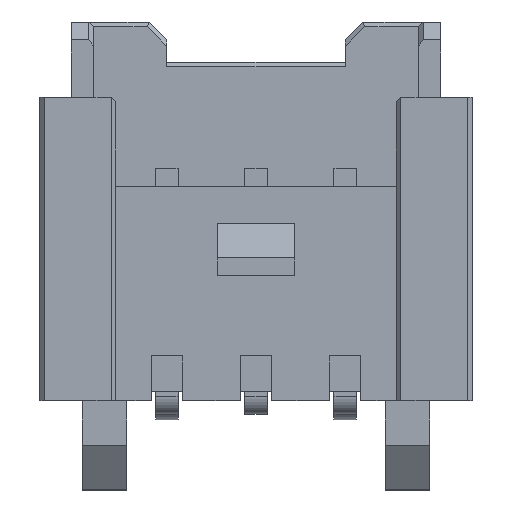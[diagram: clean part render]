
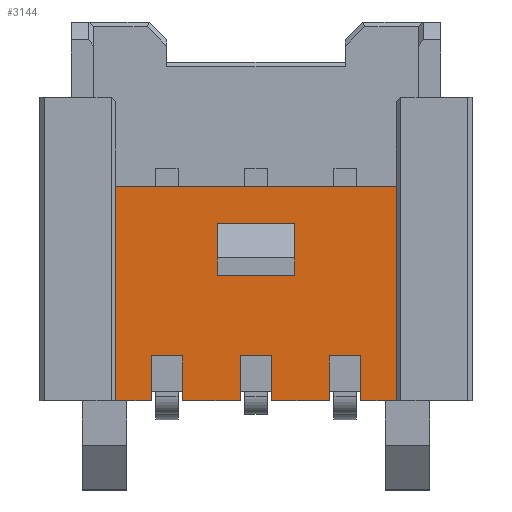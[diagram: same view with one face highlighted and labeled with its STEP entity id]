
A CAD part, top view. The second image highlights one B-rep face of the part: STEP entity #3144.
In plain terms, the highlighted planar face has unit normal (0, 0, 1).
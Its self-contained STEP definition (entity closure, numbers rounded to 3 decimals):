
#26=FACE_BOUND('',#258,.T.);
#94=FACE_OUTER_BOUND('',#257,.T.);
#257=EDGE_LOOP('',(#2278,#2279,#2280,#2281,#2282,#2283,#2284,#2285,#2286,
#2287,#2288,#2289,#2290,#2291,#2292,#2293));
#258=EDGE_LOOP('',(#2294,#2295,#2296,#2297));
#403=LINE('',#4300,#827);
#407=LINE('',#4309,#831);
#411=LINE('',#4318,#835);
#413=LINE('',#4324,#837);
#427=LINE('',#4351,#851);
#595=LINE('',#4689,#1019);
#597=LINE('',#4693,#1021);
#599=LINE('',#4697,#1023);
#600=LINE('',#4699,#1024);
#601=LINE('',#4701,#1025);
#602=LINE('',#4702,#1026);
#603=LINE('',#4704,#1027);
#604=LINE('',#4705,#1028);
#605=LINE('',#4706,#1029);
#606=LINE('',#4708,#1030);
#607=LINE('',#4709,#1031);
#608=LINE('',#4712,#1032);
#609=LINE('',#4714,#1033);
#610=LINE('',#4716,#1034);
#611=LINE('',#4717,#1035);
#827=VECTOR('',#3487,0.8);
#831=VECTOR('',#3493,1.3);
#835=VECTOR('',#3499,1.3);
#837=VECTOR('',#3503,0.8);
#851=VECTOR('',#3519,1.);
#1019=VECTOR('',#3777,4.8);
#1021=VECTOR('',#3781,6.3);
#1023=VECTOR('',#3785,1.);
#1024=VECTOR('',#3786,1.);
#1025=VECTOR('',#3787,0.7);
#1026=VECTOR('',#3788,1.);
#1027=VECTOR('',#3789,1.);
#1028=VECTOR('',#3790,0.7);
#1029=VECTOR('',#3791,4.8);
#1030=VECTOR('',#3792,1.);
#1031=VECTOR('',#3793,0.7);
#1032=VECTOR('',#3794,1.179);
#1033=VECTOR('',#3795,1.75);
#1034=VECTOR('',#3796,1.179);
#1035=VECTOR('',#3797,1.75);
#1240=VERTEX_POINT('',#4277);
#1250=VERTEX_POINT('',#4298);
#1252=VERTEX_POINT('',#4303);
#1254=VERTEX_POINT('',#4307);
#1256=VERTEX_POINT('',#4312);
#1258=VERTEX_POINT('',#4316);
#1260=VERTEX_POINT('',#4321);
#1261=VERTEX_POINT('',#4323);
#1273=VERTEX_POINT('',#4350);
#1398=VERTEX_POINT('',#4688);
#1399=VERTEX_POINT('',#4692);
#1400=VERTEX_POINT('',#4696);
#1401=VERTEX_POINT('',#4698);
#1402=VERTEX_POINT('',#4700);
#1403=VERTEX_POINT('',#4703);
#1404=VERTEX_POINT('',#4707);
#1405=VERTEX_POINT('',#4710);
#1406=VERTEX_POINT('',#4711);
#1407=VERTEX_POINT('',#4713);
#1408=VERTEX_POINT('',#4715);
#1539=EDGE_CURVE('',#1250,#1240,#403,.T.);
#1543=EDGE_CURVE('',#1254,#1252,#407,.T.);
#1547=EDGE_CURVE('',#1258,#1256,#411,.T.);
#1549=EDGE_CURVE('',#1260,#1261,#413,.T.);
#1563=EDGE_CURVE('',#1273,#1240,#427,.T.);
#1734=EDGE_CURVE('',#1398,#1261,#595,.T.);
#1736=EDGE_CURVE('',#1399,#1398,#597,.T.);
#1738=EDGE_CURVE('',#1400,#1256,#599,.T.);
#1739=EDGE_CURVE('',#1258,#1401,#600,.T.);
#1740=EDGE_CURVE('',#1402,#1401,#601,.T.);
#1741=EDGE_CURVE('',#1402,#1252,#602,.T.);
#1742=EDGE_CURVE('',#1254,#1403,#603,.T.);
#1743=EDGE_CURVE('',#1273,#1403,#604,.T.);
#1744=EDGE_CURVE('',#1399,#1250,#605,.T.);
#1745=EDGE_CURVE('',#1260,#1404,#606,.T.);
#1746=EDGE_CURVE('',#1400,#1404,#607,.T.);
#1747=EDGE_CURVE('',#1405,#1406,#608,.T.);
#1748=EDGE_CURVE('',#1406,#1407,#609,.T.);
#1749=EDGE_CURVE('',#1408,#1407,#610,.T.);
#1750=EDGE_CURVE('',#1405,#1408,#611,.T.);
#2278=ORIENTED_EDGE('',*,*,#1738,.T.);
#2279=ORIENTED_EDGE('',*,*,#1547,.F.);
#2280=ORIENTED_EDGE('',*,*,#1739,.T.);
#2281=ORIENTED_EDGE('',*,*,#1740,.F.);
#2282=ORIENTED_EDGE('',*,*,#1741,.T.);
#2283=ORIENTED_EDGE('',*,*,#1543,.F.);
#2284=ORIENTED_EDGE('',*,*,#1742,.T.);
#2285=ORIENTED_EDGE('',*,*,#1743,.F.);
#2286=ORIENTED_EDGE('',*,*,#1563,.T.);
#2287=ORIENTED_EDGE('',*,*,#1539,.F.);
#2288=ORIENTED_EDGE('',*,*,#1744,.F.);
#2289=ORIENTED_EDGE('',*,*,#1736,.T.);
#2290=ORIENTED_EDGE('',*,*,#1734,.T.);
#2291=ORIENTED_EDGE('',*,*,#1549,.F.);
#2292=ORIENTED_EDGE('',*,*,#1745,.T.);
#2293=ORIENTED_EDGE('',*,*,#1746,.F.);
#2294=ORIENTED_EDGE('',*,*,#1747,.T.);
#2295=ORIENTED_EDGE('',*,*,#1748,.T.);
#2296=ORIENTED_EDGE('',*,*,#1749,.F.);
#2297=ORIENTED_EDGE('',*,*,#1750,.F.);
#2880=PLANE('',#3321);
#3144=ADVANCED_FACE('',(#94,#26),#2880,.F.);
#3321=AXIS2_PLACEMENT_3D('',#4695,#3783,#3784);
#3487=DIRECTION('',(-1.,0.,0.));
#3493=DIRECTION('',(-1.,0.,0.));
#3499=DIRECTION('',(-1.,0.,0.));
#3503=DIRECTION('',(-1.,0.,0.));
#3519=DIRECTION('',(0.,-1.,0.));
#3777=DIRECTION('',(0.,-1.,0.));
#3781=DIRECTION('',(-1.,0.,0.));
#3783=DIRECTION('center_axis',(0.,0.,-1.));
#3784=DIRECTION('ref_axis',(-1.,0.,0.));
#3785=DIRECTION('',(0.,-1.,0.));
#3786=DIRECTION('',(0.,1.,0.));
#3787=DIRECTION('',(-1.,0.,0.));
#3788=DIRECTION('',(0.,-1.,0.));
#3789=DIRECTION('',(0.,1.,0.));
#3790=DIRECTION('',(-1.,0.,0.));
#3791=DIRECTION('',(0.,-1.,0.));
#3792=DIRECTION('',(0.,1.,0.));
#3793=DIRECTION('',(-1.,0.,0.));
#3794=DIRECTION('',(0.,1.,0.));
#3795=DIRECTION('',(1.,0.,0.));
#3796=DIRECTION('',(0.,1.,0.));
#3797=DIRECTION('',(1.,0.,0.));
#4277=CARTESIAN_POINT('',(2.35,-4.25,2.2));
#4298=CARTESIAN_POINT('',(3.15,-4.25,2.2));
#4300=CARTESIAN_POINT('',(3.15,-4.25,2.2));
#4303=CARTESIAN_POINT('',(0.35,-4.25,2.2));
#4307=CARTESIAN_POINT('',(1.65,-4.25,2.2));
#4309=CARTESIAN_POINT('',(1.65,-4.25,2.2));
#4312=CARTESIAN_POINT('',(-1.65,-4.25,2.2));
#4316=CARTESIAN_POINT('',(-0.35,-4.25,2.2));
#4318=CARTESIAN_POINT('',(-0.35,-4.25,2.2));
#4321=CARTESIAN_POINT('',(-2.35,-4.25,2.2));
#4323=CARTESIAN_POINT('',(-3.15,-4.25,2.2));
#4324=CARTESIAN_POINT('',(-2.35,-4.25,2.2));
#4350=CARTESIAN_POINT('',(2.35,-3.25,2.2));
#4351=CARTESIAN_POINT('',(2.35,-3.25,2.2));
#4688=CARTESIAN_POINT('',(-3.15,0.55,2.2));
#4689=CARTESIAN_POINT('',(-3.15,0.55,2.2));
#4692=CARTESIAN_POINT('',(3.15,0.55,2.2));
#4693=CARTESIAN_POINT('',(3.15,0.55,2.2));
#4695=CARTESIAN_POINT('Origin',(3.15,4.25,2.2));
#4696=CARTESIAN_POINT('',(-1.65,-3.25,2.2));
#4697=CARTESIAN_POINT('',(-1.65,-3.25,2.2));
#4698=CARTESIAN_POINT('',(-0.35,-3.25,2.2));
#4699=CARTESIAN_POINT('',(-0.35,-4.25,2.2));
#4700=CARTESIAN_POINT('',(0.35,-3.25,2.2));
#4701=CARTESIAN_POINT('',(0.35,-3.25,2.2));
#4702=CARTESIAN_POINT('',(0.35,-3.25,2.2));
#4703=CARTESIAN_POINT('',(1.65,-3.25,2.2));
#4704=CARTESIAN_POINT('',(1.65,-4.25,2.2));
#4705=CARTESIAN_POINT('',(2.35,-3.25,2.2));
#4706=CARTESIAN_POINT('',(3.15,0.55,2.2));
#4707=CARTESIAN_POINT('',(-2.35,-3.25,2.2));
#4708=CARTESIAN_POINT('',(-2.35,-4.25,2.2));
#4709=CARTESIAN_POINT('',(-1.65,-3.25,2.2));
#4710=CARTESIAN_POINT('',(-0.875,-1.45,2.2));
#4711=CARTESIAN_POINT('',(-0.875,-0.271,2.2));
#4712=CARTESIAN_POINT('',(-0.875,-1.45,2.2));
#4713=CARTESIAN_POINT('',(0.875,-0.271,2.2));
#4714=CARTESIAN_POINT('',(-0.875,-0.271,2.2));
#4715=CARTESIAN_POINT('',(0.875,-1.45,2.2));
#4716=CARTESIAN_POINT('',(0.875,-1.45,2.2));
#4717=CARTESIAN_POINT('',(-0.875,-1.45,2.2));
